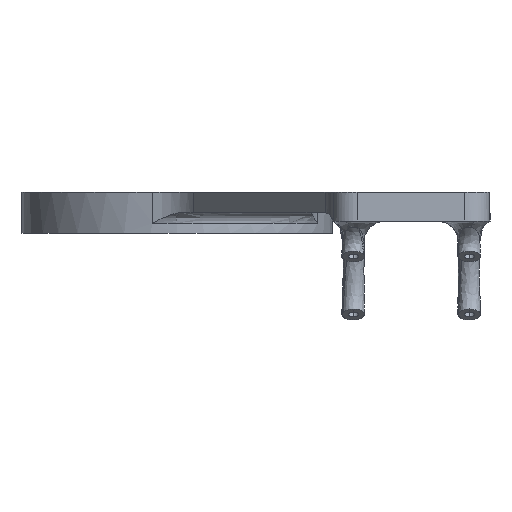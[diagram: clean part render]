
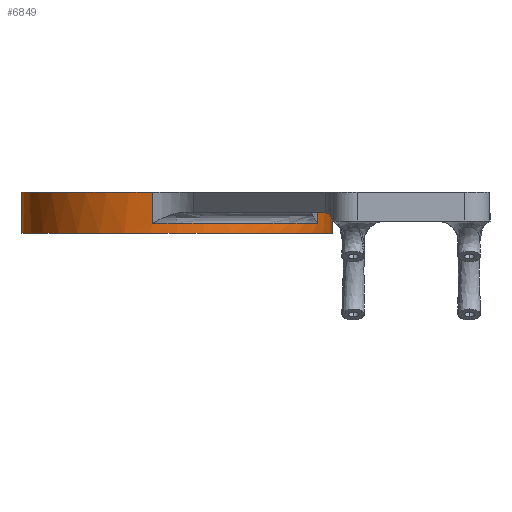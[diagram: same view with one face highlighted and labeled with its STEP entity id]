
A CAD part, front view. The second image highlights one B-rep face of the part: STEP entity #6849.
In plain terms, the highlighted cylindrical face has radius 37.5 mm (diameter 75 mm), a partial arc.
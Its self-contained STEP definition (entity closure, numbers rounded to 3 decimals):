
#269 = DIRECTION ( 'NONE',  ( 1., 0., 0. ) ) ;
#270 = EDGE_CURVE ( 'NONE', #14764, #7167, #499, .T. ) ;
#499 = CIRCLE ( 'NONE', #8181, 37.5 ) ;
#763 = CIRCLE ( 'NONE', #9403, 37.5 ) ;
#801 = ORIENTED_EDGE ( 'NONE', *, *, #1023, .F. ) ;
#879 = LINE ( 'NONE', #8773, #9221 ) ;
#1023 = EDGE_CURVE ( 'NONE', #12962, #7241, #13209, .T. ) ;
#1571 = ORIENTED_EDGE ( 'NONE', *, *, #4339, .T. ) ;
#1692 = EDGE_CURVE ( 'NONE', #14764, #12257, #5689, .T. ) ;
#1830 = DIRECTION ( 'NONE',  ( 0., 0., -1. ) ) ;
#2197 = VECTOR ( 'NONE', #1830, 1000. ) ;
#2797 = CARTESIAN_POINT ( 'NONE',  ( -170.574, -58.04, 47.801 ) ) ;
#3169 = LINE ( 'NONE', #5431, #2197 ) ;
#3383 = EDGE_CURVE ( 'NONE', #12962, #5166, #14792, .T. ) ;
#3733 = DIRECTION ( 'NONE',  ( 0., 0., 1. ) ) ;
#3743 = ORIENTED_EDGE ( 'NONE', *, *, #4576, .F. ) ;
#4189 = CARTESIAN_POINT ( 'NONE',  ( -95.574, -58.04, 47.801 ) ) ;
#4247 = ORIENTED_EDGE ( 'NONE', *, *, #13125, .T. ) ;
#4338 = VECTOR ( 'NONE', #6784, 1000. ) ;
#4339 = EDGE_CURVE ( 'NONE', #5166, #8076, #763, .T. ) ;
#4451 = CARTESIAN_POINT ( 'NONE',  ( -170.574, -58.04, 47.801 ) ) ;
#4550 = CARTESIAN_POINT ( 'NONE',  ( -99.134, -73.986, 47.801 ) ) ;
#4576 = EDGE_CURVE ( 'NONE', #7167, #8076, #3169, .T. ) ;
#5129 = CIRCLE ( 'NONE', #7536, 37.5 ) ;
#5166 = VERTEX_POINT ( 'NONE', #12904 ) ;
#5431 = CARTESIAN_POINT ( 'NONE',  ( -95.574, -58.04, 47.801 ) ) ;
#5460 = DIRECTION ( 'NONE',  ( 0., 0., 1. ) ) ;
#5627 = DIRECTION ( 'NONE',  ( 1., 0., 0. ) ) ;
#5689 = LINE ( 'NONE', #4550, #12255 ) ;
#6126 = CARTESIAN_POINT ( 'NONE',  ( -139.083, -95.055, 47.801 ) ) ;
#6379 = DIRECTION ( 'NONE',  ( -1., 0., 0. ) ) ;
#6543 = AXIS2_PLACEMENT_3D ( 'NONE', #8925, #12318, #6379 ) ;
#6736 = DIRECTION ( 'NONE',  ( 0., 0., -1. ) ) ;
#6784 = DIRECTION ( 'NONE',  ( 0., 0., -1. ) ) ;
#6849 = ADVANCED_FACE ( 'NONE', ( #7584 ), #11106, .T. ) ;
#7119 = DIRECTION ( 'NONE',  ( 0., 0., 1. ) ) ;
#7167 = VERTEX_POINT ( 'NONE', #4189 ) ;
#7241 = VERTEX_POINT ( 'NONE', #6126 ) ;
#7443 = DIRECTION ( 'NONE',  ( 1., 0., 0. ) ) ;
#7536 = AXIS2_PLACEMENT_3D ( 'NONE', #7882, #11185, #5627 ) ;
#7584 = FACE_OUTER_BOUND ( 'NONE', #10402, .T. ) ;
#7882 = CARTESIAN_POINT ( 'NONE',  ( -133.074, -58.04, 40.301 ) ) ;
#8076 = VERTEX_POINT ( 'NONE', #14811 ) ;
#8181 = AXIS2_PLACEMENT_3D ( 'NONE', #9367, #7119, #269 ) ;
#8392 = DIRECTION ( 'NONE',  ( 1., 0., 0. ) ) ;
#8773 = CARTESIAN_POINT ( 'NONE',  ( -139.083, -95.055, 47.801 ) ) ;
#8925 = CARTESIAN_POINT ( 'NONE',  ( -133.074, -58.04, 47.801 ) ) ;
#8983 = EDGE_CURVE ( 'NONE', #12257, #13675, #5129, .T. ) ;
#9108 = CARTESIAN_POINT ( 'NONE',  ( -139.083, -95.055, 40.301 ) ) ;
#9221 = VECTOR ( 'NONE', #5460, 1000. ) ;
#9367 = CARTESIAN_POINT ( 'NONE',  ( -133.074, -58.04, 47.801 ) ) ;
#9403 = AXIS2_PLACEMENT_3D ( 'NONE', #9484, #14244, #7443 ) ;
#9448 = CARTESIAN_POINT ( 'NONE',  ( -133.074, -58.04, 47.801 ) ) ;
#9484 = CARTESIAN_POINT ( 'NONE',  ( -133.074, -58.04, 37.801 ) ) ;
#10402 = EDGE_LOOP ( 'NONE', ( #3743, #14573, #14058, #13043, #4247, #801, #12534, #1571 ) ) ;
#11010 = CARTESIAN_POINT ( 'NONE',  ( -99.134, -73.986, 40.301 ) ) ;
#11106 = CYLINDRICAL_SURFACE ( 'NONE', #6543, 37.5 ) ;
#11185 = DIRECTION ( 'NONE',  ( 0., 0., -1. ) ) ;
#12255 = VECTOR ( 'NONE', #6736, 1000. ) ;
#12257 = VERTEX_POINT ( 'NONE', #11010 ) ;
#12318 = DIRECTION ( 'NONE',  ( 0., 0., -1. ) ) ;
#12534 = ORIENTED_EDGE ( 'NONE', *, *, #3383, .T. ) ;
#12692 = CARTESIAN_POINT ( 'NONE',  ( -99.134, -73.986, 47.801 ) ) ;
#12726 = AXIS2_PLACEMENT_3D ( 'NONE', #9448, #3733, #8392 ) ;
#12904 = CARTESIAN_POINT ( 'NONE',  ( -170.574, -58.04, 37.801 ) ) ;
#12962 = VERTEX_POINT ( 'NONE', #2797 ) ;
#13043 = ORIENTED_EDGE ( 'NONE', *, *, #8983, .T. ) ;
#13125 = EDGE_CURVE ( 'NONE', #13675, #7241, #879, .T. ) ;
#13209 = CIRCLE ( 'NONE', #12726, 37.5 ) ;
#13675 = VERTEX_POINT ( 'NONE', #9108 ) ;
#14058 = ORIENTED_EDGE ( 'NONE', *, *, #1692, .T. ) ;
#14244 = DIRECTION ( 'NONE',  ( 0., 0., 1. ) ) ;
#14573 = ORIENTED_EDGE ( 'NONE', *, *, #270, .F. ) ;
#14764 = VERTEX_POINT ( 'NONE', #12692 ) ;
#14792 = LINE ( 'NONE', #4451, #4338 ) ;
#14811 = CARTESIAN_POINT ( 'NONE',  ( -95.574, -58.04, 37.801 ) ) ;
